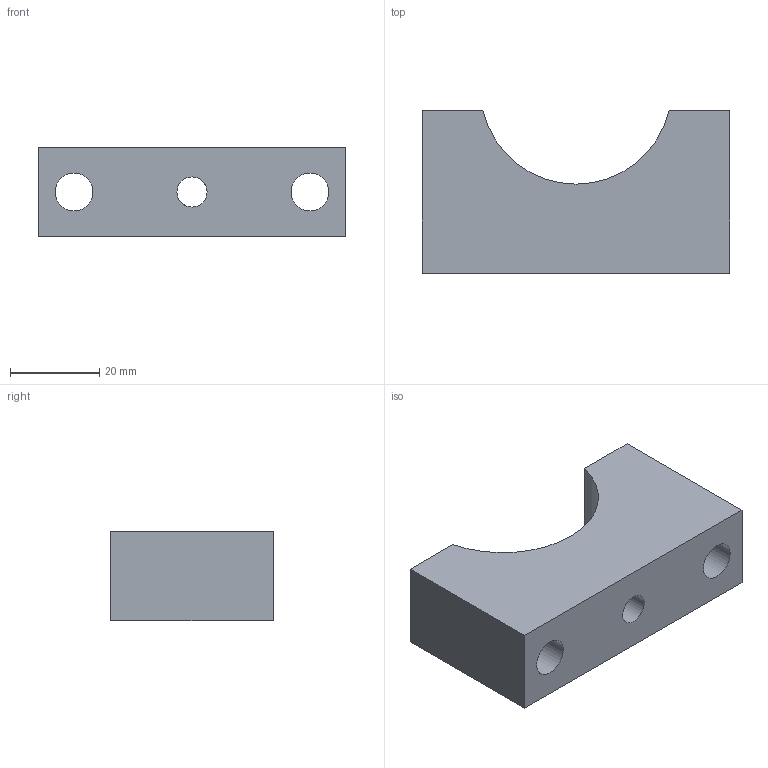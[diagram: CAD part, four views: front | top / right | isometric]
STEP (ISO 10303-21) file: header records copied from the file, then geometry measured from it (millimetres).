
FILE_DESCRIPTION(/* description */ (''),/* implementation_level */ '2;1');
FILE_NAME(/* name */ 'AdaptateurFixation_Avant.step',/* time_stamp */ '2020-08-07T19:25:58+02:00',/* author */ (''),/* organization */ (''),/* preprocessor_version */ 'ST-DEVELOPER v18.1',/* originating_system */ 'Autodesk Translation Framework v9.3.0.1241',/* authorisation */ '');
FILE_SCHEMA (('AUTOMOTIVE_DESIGN { 1 0 10303 214 3 1 1 }'));
Length unit declared in the file: millimetre
Products named in the file (1): AdaptateurFixation_Avant
Bounding box: 69 x 36.5 x 20 mm (x, y, z)
Volume: 35242.1 mm3; surface area: 10622.4 mm2
Topology: 1 solids, 1 shells, 11 faces, 28 edges, 19 vertices
Faces by surface type: plane 7, cylinder 4
Full cylindrical faces by diameter (mm): 6.779 x1, 8.5 x2
Entity records: 419 total; most frequent: CARTESIAN_POINT 93, DIRECTION 57, ORIENTED_EDGE 56, EDGE_CURVE 28, LINE 19, VECTOR 19, VERTEX_POINT 19, AXIS2_PLACEMENT_3D 19
